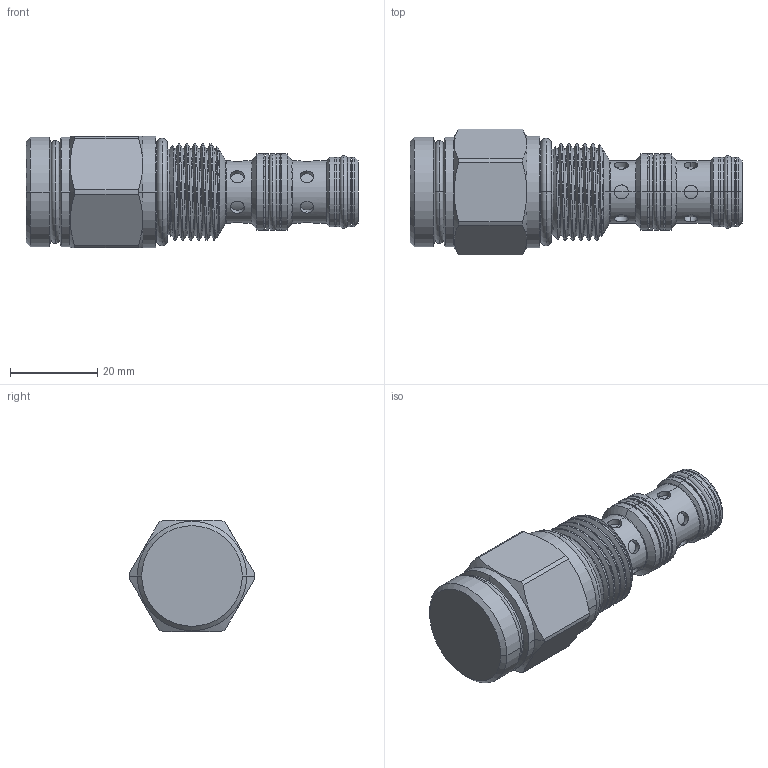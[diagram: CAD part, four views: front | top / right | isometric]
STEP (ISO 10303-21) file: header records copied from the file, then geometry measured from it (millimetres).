
FILE_DESCRIPTION (( 'STEP AP203' ), '1' );
FILE_NAME ('DD10W33(3C)-N.STEP', '2020-03-18T08:49:21', ( '' ), ( '' ), 'SwSTEP 2.0', 'SolidWorks 2018', '' );
FILE_SCHEMA (( 'CONFIG_CONTROL_DESIGN' ));
Length unit declared in the file: millimetre
Products named in the file (1): DD10W33(3C)-N
Bounding box: 75.9 x 28.8 x 25.4 mm (x, y, z)
Volume: 26459.2 mm3; surface area: 9086.7 mm2
Topology: 5 solids, 5 shells, 204 faces, 454 edges, 275 vertices
Faces by surface type: cylinder 96, torus 46, cone 36, plane 23, bspline 3
Entity records: 8724 total; most frequent: CARTESIAN_POINT 4204, DIRECTION 963, ORIENTED_EDGE 908, EDGE_CURVE 454, AXIS2_PLACEMENT_3D 421, VERTEX_POINT 275, EDGE_LOOP 227, CIRCLE 219
